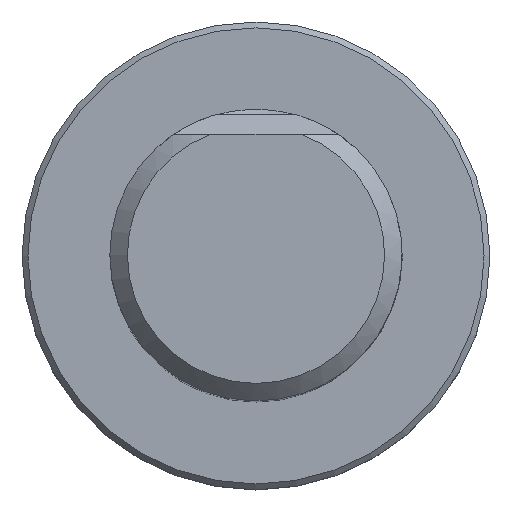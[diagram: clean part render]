
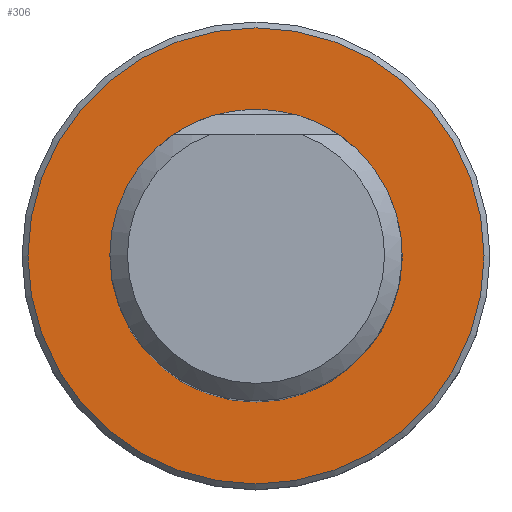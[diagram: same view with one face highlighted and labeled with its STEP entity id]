
A CAD part, top view. The second image highlights one B-rep face of the part: STEP entity #306.
In plain terms, the highlighted planar face has unit normal (0, 0, 1).
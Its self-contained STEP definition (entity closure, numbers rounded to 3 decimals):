
#156=PLANE('',#2008);
#306=ADVANCED_FACE('',(#810,#811),#156,.T.);
#810=FACE_BOUND('',#1036,.T.);
#811=FACE_BOUND('',#1037,.T.);
#1036=EDGE_LOOP('',(#1270));
#1037=EDGE_LOOP('',(#1271));
#1270=ORIENTED_EDGE('',*,*,#1561,.F.);
#1271=ORIENTED_EDGE('',*,*,#1562,.T.);
#1436=VERTEX_POINT('',#3590);
#1437=VERTEX_POINT('',#3592);
#1561=EDGE_CURVE('',#1436,#1436,#1692,.T.);
#1562=EDGE_CURVE('',#1437,#1437,#1693,.T.);
#1692=CIRCLE('',#2006,12.497);
#1693=CIRCLE('',#2007,19.5);
#2006=AXIS2_PLACEMENT_3D('',#3589,#2386,#2387);
#2007=AXIS2_PLACEMENT_3D('',#3591,#2388,#2389);
#2008=AXIS2_PLACEMENT_3D('',#3593,#2390,#2391);
#2386=DIRECTION('',(0.,0.,1.));
#2387=DIRECTION('',(-1.,0.,0.));
#2388=DIRECTION('',(0.,0.,1.));
#2389=DIRECTION('',(-1.,0.,0.));
#2390=DIRECTION('',(0.,0.,1.));
#2391=DIRECTION('',(-1.,0.,0.));
#3589=CARTESIAN_POINT('',(0.,0.,0.));
#3590=CARTESIAN_POINT('',(-12.497,0.,0.));
#3591=CARTESIAN_POINT('',(0.,0.,0.));
#3592=CARTESIAN_POINT('',(-19.5,0.,0.));
#3593=CARTESIAN_POINT('',(0.,0.,0.));
